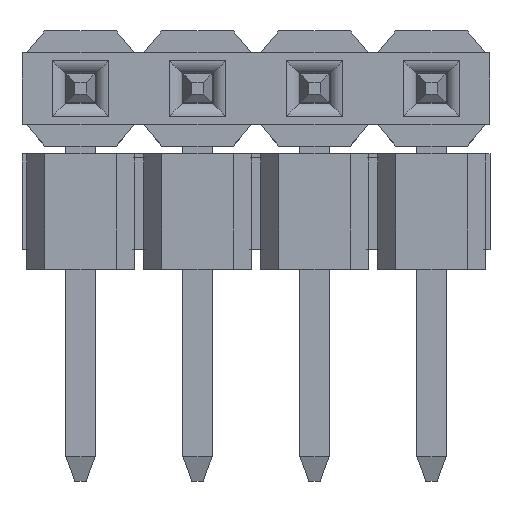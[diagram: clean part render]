
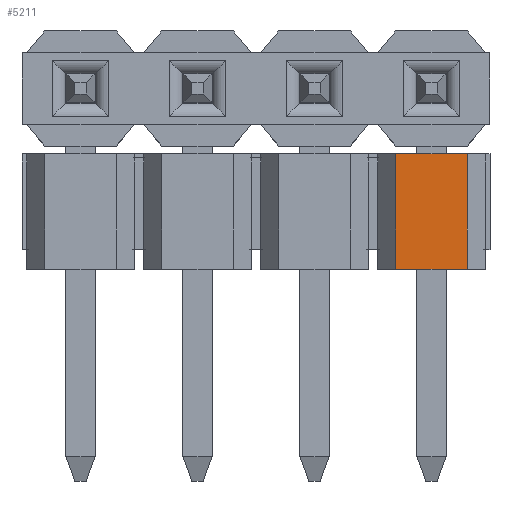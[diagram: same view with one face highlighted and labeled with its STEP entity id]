
A CAD part, top view. The second image highlights one B-rep face of the part: STEP entity #5211.
In plain terms, the highlighted planar face has unit normal (0, 0, 1).
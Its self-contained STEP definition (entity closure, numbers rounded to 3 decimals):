
#279=FACE_OUTER_BOUND('',#580,.T.);
#580=EDGE_LOOP('',(#4006,#4007,#4008,#4009));
#996=LINE('',#7766,#1668);
#1049=LINE('',#7884,#1721);
#1108=LINE('',#7996,#1780);
#1109=LINE('',#7998,#1781);
#1668=VECTOR('',#6301,1.);
#1721=VECTOR('',#6378,1.);
#1780=VECTOR('',#6471,1.);
#1781=VECTOR('',#6474,1.);
#2298=VERTEX_POINT('',#7763);
#2299=VERTEX_POINT('',#7765);
#2351=VERTEX_POINT('',#7881);
#2352=VERTEX_POINT('',#7883);
#2868=EDGE_CURVE('',#2298,#2299,#996,.T.);
#2925=EDGE_CURVE('',#2352,#2351,#1049,.T.);
#2984=EDGE_CURVE('',#2351,#2299,#1108,.T.);
#2985=EDGE_CURVE('',#2352,#2298,#1109,.T.);
#4006=ORIENTED_EDGE('',*,*,#2925,.T.);
#4007=ORIENTED_EDGE('',*,*,#2984,.T.);
#4008=ORIENTED_EDGE('',*,*,#2868,.F.);
#4009=ORIENTED_EDGE('',*,*,#2985,.F.);
#4948=PLANE('',#5576);
#5211=ADVANCED_FACE('',(#279),#4948,.T.);
#5576=AXIS2_PLACEMENT_3D('',#7997,#6472,#6473);
#6301=DIRECTION('',(1.,0.,0.));
#6378=DIRECTION('',(1.,0.,0.));
#6471=DIRECTION('',(0.,1.,0.));
#6472=DIRECTION('center_axis',(0.,0.,
1.));
#6473=DIRECTION('ref_axis',(1.,0.,0.));
#6474=DIRECTION('',(0.,1.,0.));
#7763=CARTESIAN_POINT('',(-7.078,-2.23,-7.372));
#7765=CARTESIAN_POINT('',(-5.526,-2.23,-7.372));
#7766=CARTESIAN_POINT('',(-7.078,-2.23,-7.372));
#7881=CARTESIAN_POINT('',(-5.526,-4.73,-7.372));
#7883=CARTESIAN_POINT('',(-7.078,-4.73,-7.372));
#7884=CARTESIAN_POINT('',(-7.078,-4.73,-7.372));
#7996=CARTESIAN_POINT('',(-5.526,-4.73,-7.372));
#7997=CARTESIAN_POINT('Origin',(-10.112,-4.73,-7.372));
#7998=CARTESIAN_POINT('',(-7.078,-4.73,-7.372));
